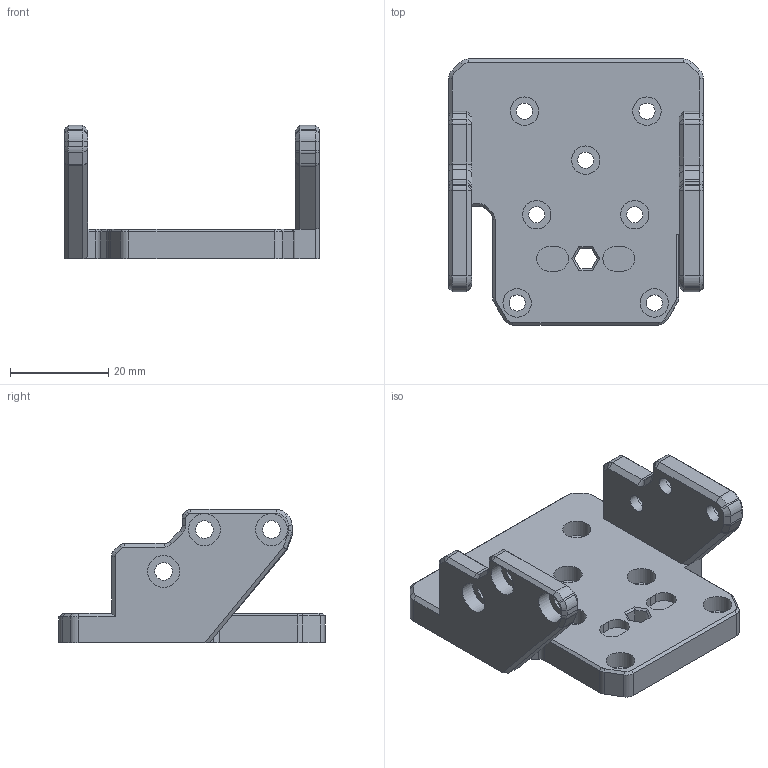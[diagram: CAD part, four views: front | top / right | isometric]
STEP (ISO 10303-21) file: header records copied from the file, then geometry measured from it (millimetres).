
FILE_DESCRIPTION(/* description */ (''),/* implementation_level */ '2;1');
FILE_NAME(/* name */ 'drive_creality_sprite_se.step',/* time_stamp */ '2023-12-09T21:10:36+01:00',/* author */ (''),/* organization */ (''),/* preprocessor_version */ 'ST-DEVELOPER v20',/* originating_system */ 'Autodesk Translation Framework v12.14.0.127',/* authorisation */ '');
FILE_SCHEMA (('AUTOMOTIVE_DESIGN { 1 0 10303 214 3 1 1 }'));
Length unit declared in the file: millimetre
Products named in the file (2): EVA 3 Master v89; drive_SpriteSE V1 v1
Assembly tree (1 placements, depth 2):
  EVA 3 Master v89
    drive_SpriteSE V1 v1
Bounding box: 52 x 54.3 x 27.2 mm (x, y, z)
Volume: 18918.5 mm3; surface area: 9930.4 mm2
Topology: 1 solids, 1 shells, 250 faces, 576 edges, 343 vertices
Faces by surface type: plane 133, cylinder 60, cone 57
Full cylindrical faces by diameter (mm): 3.3 x7, 3.6 x6, 5.8 x7, 6.5 x6
Entity records: 7051 total; most frequent: DIRECTION 1257, CARTESIAN_POINT 1178, ORIENTED_EDGE 1152, EDGE_CURVE 576, AXIS2_PLACEMENT_3D 430, LINE 397, VECTOR 397, VERTEX_POINT 343
